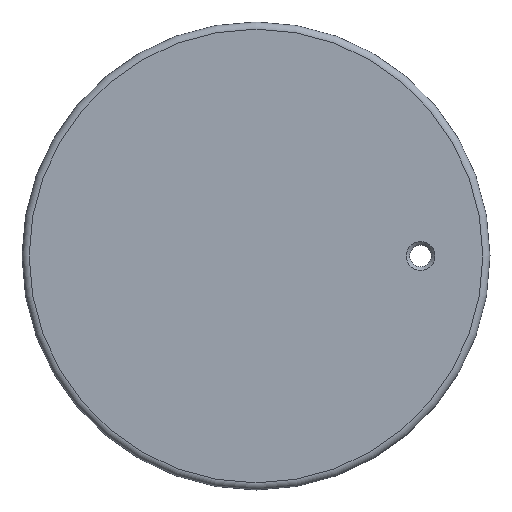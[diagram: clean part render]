
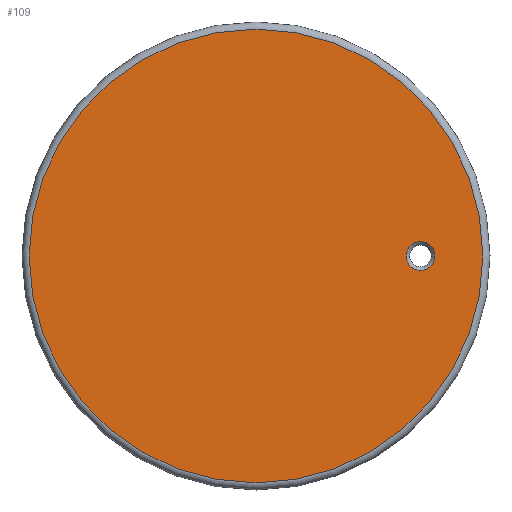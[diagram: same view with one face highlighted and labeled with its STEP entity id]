
A CAD part, left-side view. The second image highlights one B-rep face of the part: STEP entity #109.
In plain terms, the highlighted planar face has unit normal (-1, 0, 0).
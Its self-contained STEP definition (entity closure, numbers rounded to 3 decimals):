
#109=ADVANCED_FACE('',(#137,#129),#125,.T.);
#125=PLANE('',#276);
#129=FACE_OUTER_BOUND('',#162,.T.);
#137=FACE_BOUND('',#161,.T.);
#161=EDGE_LOOP('',(#193));
#162=EDGE_LOOP('',(#194));
#193=ORIENTED_EDGE('',*,*,#241,.T.);
#194=ORIENTED_EDGE('',*,*,#242,.F.);
#225=VERTEX_POINT('',#374);
#226=VERTEX_POINT('',#376);
#241=EDGE_CURVE('',#225,#225,#257,.T.);
#242=EDGE_CURVE('',#226,#226,#258,.T.);
#257=CIRCLE('',#274,2.);
#258=CIRCLE('',#275,31.491);
#274=AXIS2_PLACEMENT_3D('',#373,#308,#309);
#275=AXIS2_PLACEMENT_3D('',#375,#310,#311);
#276=AXIS2_PLACEMENT_3D('',#377,#312,#313);
#308=DIRECTION('',(1.,0.,0.));
#309=DIRECTION('',(0.,0.,1.));
#310=DIRECTION('',(1.,0.,0.));
#311=DIRECTION('',(0.,0.,-1.));
#312=DIRECTION('',(-1.,0.,0.));
#313=DIRECTION('',(0.,0.,1.));
#373=CARTESIAN_POINT('',(148.,47.,0.));
#374=CARTESIAN_POINT('',(148.,47.,2.));
#375=CARTESIAN_POINT('',(148.,69.854,0.));
#376=CARTESIAN_POINT('',(148.,69.854,-31.491));
#377=CARTESIAN_POINT('',(148.,101.346,0.));
